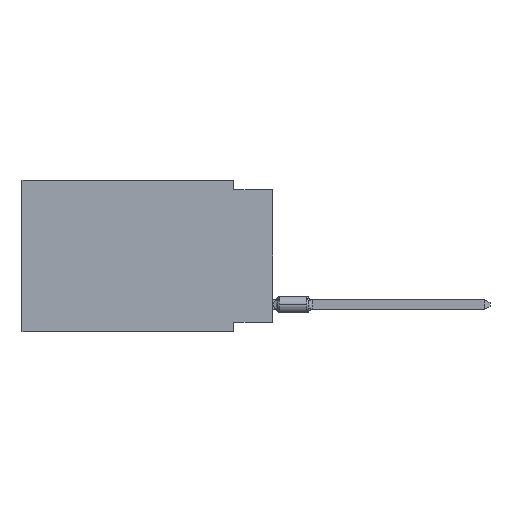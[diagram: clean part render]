
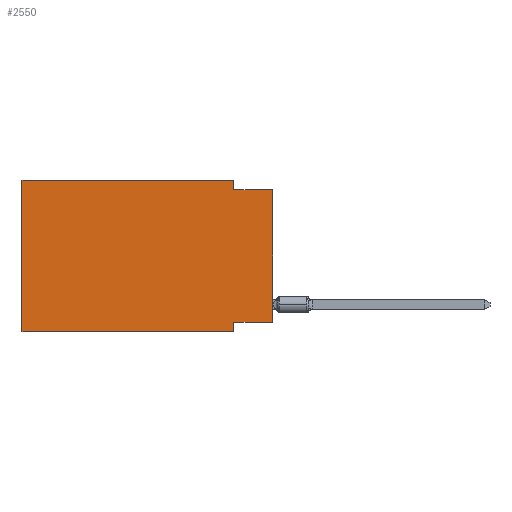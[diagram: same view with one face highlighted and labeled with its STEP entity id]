
A CAD part, left-side view. The second image highlights one B-rep face of the part: STEP entity #2550.
In plain terms, the highlighted planar face has unit normal (-1, 0, 0).
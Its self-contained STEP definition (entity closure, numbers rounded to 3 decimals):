
#869 = CARTESIAN_POINT ( 'NONE',  ( 0., 2.54, 0. ) ) ;
#954 = LINE ( 'NONE', #21519, #8964 ) ;
#1100 = DIRECTION ( 'NONE',  ( 0., -1., 0. ) ) ;
#1138 = DIRECTION ( 'NONE',  ( 0., 0., 1. ) ) ;
#1266 = LINE ( 'NONE', #11555, #15145 ) ;
#1899 = VERTEX_POINT ( 'NONE', #13570 ) ;
#1949 = ORIENTED_EDGE ( 'NONE', *, *, #23470, .F. ) ;
#2080 = CARTESIAN_POINT ( 'NONE',  ( 0., 0., -9.271 ) ) ;
#2361 = CARTESIAN_POINT ( 'NONE',  ( 0., 16.383, 0. ) ) ;
#2487 = VERTEX_POINT ( 'NONE', #9201 ) ;
#2550 = ADVANCED_FACE ( 'NONE', ( #20742 ), #30510, .F. ) ;
#2818 = VECTOR ( 'NONE', #7734, 1000. ) ;
#4252 = CARTESIAN_POINT ( 'NONE',  ( 0., 16.383, 0. ) ) ;
#4676 = EDGE_LOOP ( 'NONE', ( #23996, #15499, #32543, #1949, #13299, #19225, #26252, #14978 ) ) ;
#5440 = VERTEX_POINT ( 'NONE', #10433 ) ;
#5953 = DIRECTION ( 'NONE',  ( 0., 0., -1. ) ) ;
#6349 = VECTOR ( 'NONE', #24816, 1000. ) ;
#6651 = EDGE_CURVE ( 'NONE', #17015, #2487, #28828, .T. ) ;
#6861 = VECTOR ( 'NONE', #1138, 1000. ) ;
#7734 = DIRECTION ( 'NONE',  ( 0., -1., 0. ) ) ;
#7938 = DIRECTION ( 'NONE',  ( 1., 0., 0. ) ) ;
#8964 = VECTOR ( 'NONE', #24366, 1000. ) ;
#9201 = CARTESIAN_POINT ( 'NONE',  ( 0., 2.54, -0.635 ) ) ;
#10433 = CARTESIAN_POINT ( 'NONE',  ( 0., 2.54, -9.906 ) ) ;
#11185 = VERTEX_POINT ( 'NONE', #27117 ) ;
#11420 = VERTEX_POINT ( 'NONE', #22856 ) ;
#11555 = CARTESIAN_POINT ( 'NONE',  ( 0., 16.383, -9.906 ) ) ;
#12590 = VERTEX_POINT ( 'NONE', #2080 ) ;
#12669 = EDGE_CURVE ( 'NONE', #11185, #5440, #23990, .T. ) ;
#12759 = VECTOR ( 'NONE', #5953, 1000. ) ;
#13140 = EDGE_CURVE ( 'NONE', #12590, #11420, #16655, .T. ) ;
#13299 = ORIENTED_EDGE ( 'NONE', *, *, #16731, .F. ) ;
#13570 = CARTESIAN_POINT ( 'NONE',  ( 0., 16.383, -9.906 ) ) ;
#14978 = ORIENTED_EDGE ( 'NONE', *, *, #18454, .F. ) ;
#15145 = VECTOR ( 'NONE', #16947, 1000. ) ;
#15499 = ORIENTED_EDGE ( 'NONE', *, *, #26196, .F. ) ;
#16655 = LINE ( 'NONE', #21547, #6861 ) ;
#16731 = EDGE_CURVE ( 'NONE', #1899, #33034, #954, .T. ) ;
#16947 = DIRECTION ( 'NONE',  ( 0., -1., 0. ) ) ;
#17015 = VERTEX_POINT ( 'NONE', #869 ) ;
#18454 = EDGE_CURVE ( 'NONE', #12590, #11185, #25312, .T. ) ;
#19225 = ORIENTED_EDGE ( 'NONE', *, *, #23561, .T. ) ;
#19258 = CARTESIAN_POINT ( 'NONE',  ( 0., 2.54, -9.906 ) ) ;
#19300 = CARTESIAN_POINT ( 'NONE',  ( 0., 16.383, 0. ) ) ;
#20742 = FACE_OUTER_BOUND ( 'NONE', #4676, .T. ) ;
#21107 = VECTOR ( 'NONE', #31175, 1000. ) ;
#21519 = CARTESIAN_POINT ( 'NONE',  ( 0., 16.383, 0. ) ) ;
#21547 = CARTESIAN_POINT ( 'NONE',  ( 0., 0., 0. ) ) ;
#21628 = VECTOR ( 'NONE', #1100, 1000. ) ;
#21840 = LINE ( 'NONE', #19300, #21628 ) ;
#22856 = CARTESIAN_POINT ( 'NONE',  ( 0., 0., -0.635 ) ) ;
#23470 = EDGE_CURVE ( 'NONE', #33034, #17015, #21840, .T. ) ;
#23561 = EDGE_CURVE ( 'NONE', #1899, #5440, #1266, .T. ) ;
#23990 = LINE ( 'NONE', #19258, #12759 ) ;
#23996 = ORIENTED_EDGE ( 'NONE', *, *, #13140, .T. ) ;
#24366 = DIRECTION ( 'NONE',  ( 0., 0., 1. ) ) ;
#24816 = DIRECTION ( 'NONE',  ( 0., 1., 0. ) ) ;
#25312 = LINE ( 'NONE', #30366, #6349 ) ;
#25426 = LINE ( 'NONE', #25609, #2818 ) ;
#25609 = CARTESIAN_POINT ( 'NONE',  ( 0., 0., -0.635 ) ) ;
#26196 = EDGE_CURVE ( 'NONE', #2487, #11420, #25426, .T. ) ;
#26252 = ORIENTED_EDGE ( 'NONE', *, *, #12669, .F. ) ;
#27117 = CARTESIAN_POINT ( 'NONE',  ( 0., 2.54, -9.271 ) ) ;
#28828 = LINE ( 'NONE', #30823, #21107 ) ;
#30366 = CARTESIAN_POINT ( 'NONE',  ( 0., 0., -9.271 ) ) ;
#30510 = PLANE ( 'NONE',  #32501 ) ;
#30823 = CARTESIAN_POINT ( 'NONE',  ( 0., 2.54, 0. ) ) ;
#31175 = DIRECTION ( 'NONE',  ( 0., 0., -1. ) ) ;
#32501 = AXIS2_PLACEMENT_3D ( 'NONE', #2361, #7938, #33211 ) ;
#32543 = ORIENTED_EDGE ( 'NONE', *, *, #6651, .F. ) ;
#33034 = VERTEX_POINT ( 'NONE', #4252 ) ;
#33211 = DIRECTION ( 'NONE',  ( 0., 0., -1. ) ) ;
